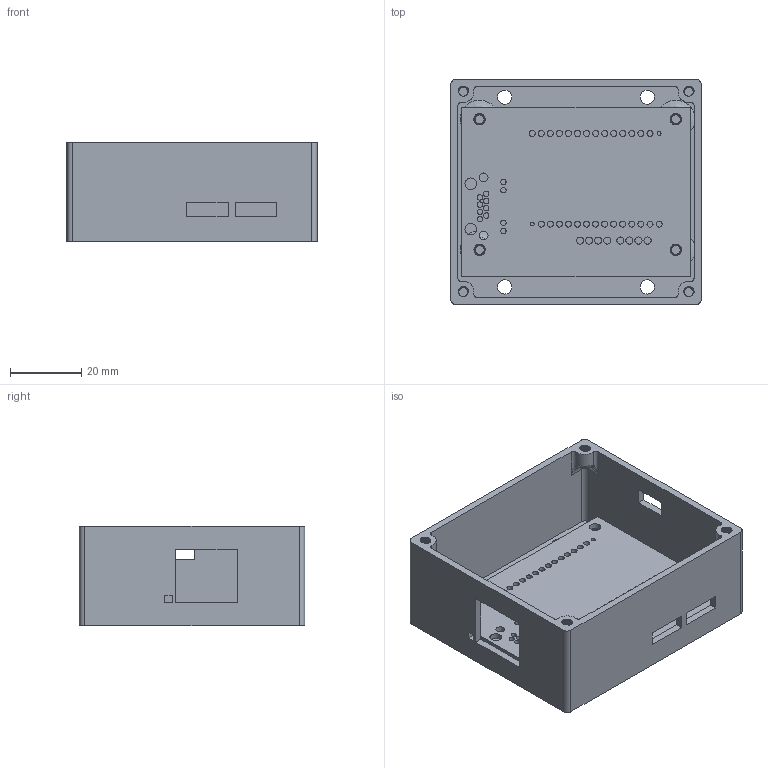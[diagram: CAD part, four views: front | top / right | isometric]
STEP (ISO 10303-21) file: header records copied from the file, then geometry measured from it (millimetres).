
FILE_DESCRIPTION(/* description */ (''),/* implementation_level */ '2;1');
FILE_NAME(/* name */ 'JKBMS PCB Housing.step',/* time_stamp */ '2023-05-25T17:52:03+02:00',/* author */ (''),/* organization */ (''),/* preprocessor_version */ 'ST-DEVELOPER v19.2',/* originating_system */ 'Autodesk Translation Framework v12.4.0.73',/* authorisation */ '');
FILE_SCHEMA (('AUTOMOTIVE_DESIGN { 1 0 10303 214 3 1 1 }'));
Length unit declared in the file: millimetre
Products named in the file (2): JKBMS PCB Housing; housing_bottom
Assembly tree (1 placements, depth 2):
  JKBMS PCB Housing
    housing_bottom
Bounding box: 70.19 x 63.19 x 28 mm (x, y, z)
Volume: 26681.1 mm3; surface area: 29540.7 mm2
Topology: 2 solids, 2 shells, 341 faces, 962 edges, 624 vertices
Faces by surface type: cylinder 242, bspline 50, plane 49
Full cylindrical faces by diameter (mm): 1.1 x2, 1.524 x12, 1.7 x28, 2 x8, 2.5 x2, 2.529 x32, 3.086 x16, 3.2 x4, 3.3 x2, 4 x4
Entity records: 22842 total; most frequent: CARTESIAN_POINT 14488, ORIENTED_EDGE 1908, DIRECTION 1364, EDGE_CURVE 954, VERTEX_POINT 624, AXIS2_PLACEMENT_3D 518, EDGE_LOOP 482, B_SPLINE_CURVE_WITH_KNOTS 402
